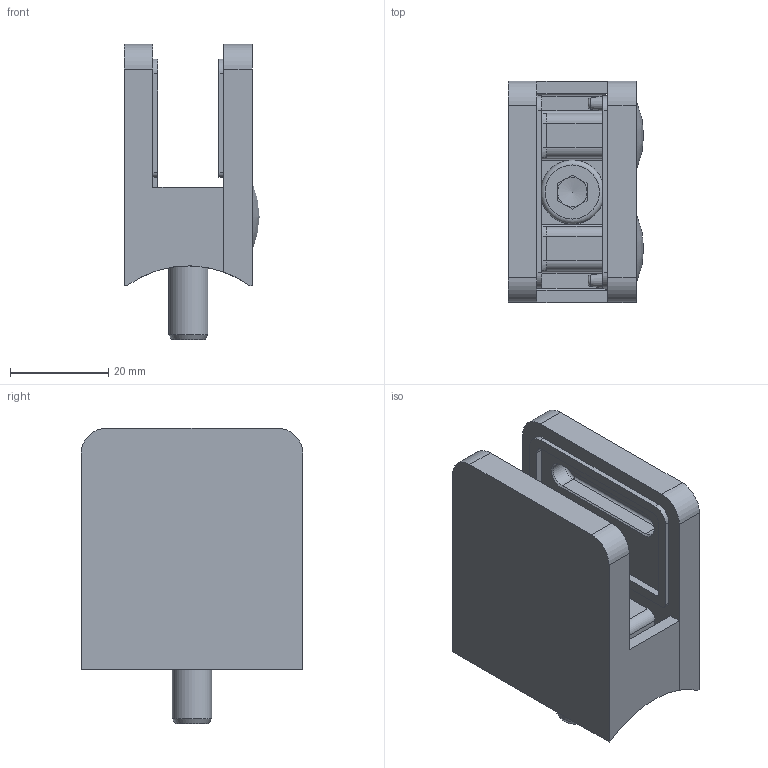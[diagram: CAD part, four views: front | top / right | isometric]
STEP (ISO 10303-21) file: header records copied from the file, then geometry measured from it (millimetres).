
FILE_DESCRIPTION (( 'STEP AP203' ), '1' );
FILE_NAME ('1142-ZN0.step', '2023-04-04T12:32:00', ( '' ), ( '' ), 'SwSTEP 2.0', 'SolidWorks 2018', '' );
FILE_SCHEMA (( 'CONFIG_CONTROL_DESIGN' ));
Length unit declared in the file: millimetre
Products named in the file (6): DIN 7991 Konfig_DIN 7991 M6x16; 11xx-XXX Teil3_11xx-xxx Teil3; 11xx-XXX Teil2_1142-ZN0 Teil2; 11xx-XXX Teil1_1142-ZN0 Teil1; DIN 912 Konfig_DIN 912 M8x20; 1142-ZN0
Assembly tree (7 placements, depth 2):
  1142-ZN0
    11xx-XXX Teil1_1142-ZN0 Teil1
    11xx-XXX Teil2_1142-ZN0 Teil2
    DIN 912 Konfig_DIN 912 M8x20
    DIN 7991 Konfig_DIN 7991 M6x16  x2
    11xx-XXX Teil3_11xx-xxx Teil3  x2
Bounding box: 27.5 x 45 x 60 mm (x, y, z)
Volume: 28520.4 mm3; surface area: 18541.8 mm2
Topology: 7 solids, 7 shells, 761 faces, 1996 edges, 1288 vertices
Faces by surface type: plane 436, bspline 167, cylinder 101, cone 28, sphere 16, torus 13
Full cylindrical faces by diameter (mm): 2 x2, 5 x2, 6 x2, 6.5 x2, 8 x1, 12 x2, 12.5 x2, 13 x1
Entity records: 30367 total; most frequent: CARTESIAN_POINT 12615, ORIENTED_EDGE 3800, DIRECTION 2945, EDGE_CURVE 1900, VECTOR 1315, LINE 1315, VERTEX_POINT 1255, EDGE_LOOP 833
